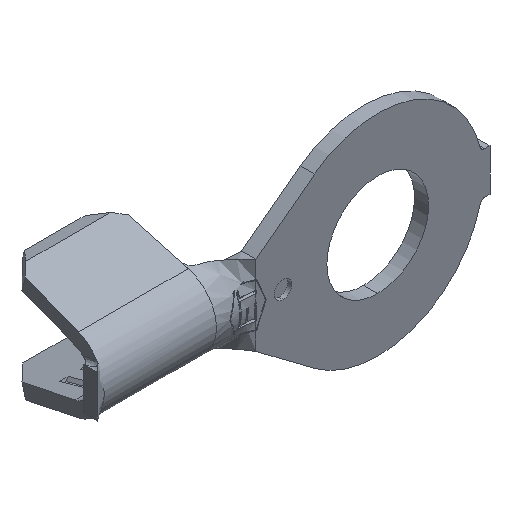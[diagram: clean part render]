
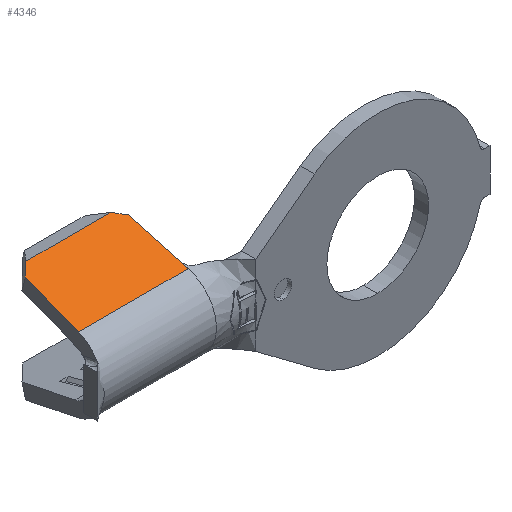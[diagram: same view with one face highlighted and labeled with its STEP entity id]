
A CAD part, isometric view. The second image highlights one B-rep face of the part: STEP entity #4346.
In plain terms, the highlighted planar face has unit normal (0, -0.266, 0.964).
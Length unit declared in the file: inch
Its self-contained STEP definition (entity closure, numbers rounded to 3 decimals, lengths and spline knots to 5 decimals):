
#86 = VERTEX_POINT ( 'NONE', #261 ) ;
#154 = ORIENTED_EDGE ( 'NONE', *, *, #3301, .T. ) ;
#160 = DIRECTION ( 'NONE',  ( 0.084, 0.96, 0.265 ) ) ;
#189 = CARTESIAN_POINT ( 'NONE',  ( -0.3865, 0.04006, 0.05293 ) ) ;
#261 = CARTESIAN_POINT ( 'NONE',  ( -0.24268, 0.13798, 0.08 ) ) ;
#320 = DIRECTION ( 'NONE',  ( 0., -0.266, 0.964 ) ) ;
#325 = ORIENTED_EDGE ( 'NONE', *, *, #970, .T. ) ;
#327 = EDGE_CURVE ( 'NONE', #2878, #1515, #3238, .T. ) ;
#334 = CARTESIAN_POINT ( 'NONE',  ( -0.38647, 0.04035, 0.05301 ) ) ;
#445 = EDGE_CURVE ( 'NONE', #2839, #86, #2830, .T. ) ;
#566 = EDGE_LOOP ( 'NONE', ( #2039, #1361, #2643, #154, #1575, #325, #1885, #4157 ) ) ;
#671 = VERTEX_POINT ( 'NONE', #3776 ) ;
#702 = DIRECTION ( 'NONE',  ( 0., -0.964, -0.266 ) ) ;
#970 = EDGE_CURVE ( 'NONE', #2878, #1548, #1854, .T. ) ;
#992 = EDGE_CURVE ( 'NONE', #3625, #86, #2718, .T. ) ;
#1018 = CARTESIAN_POINT ( 'NONE',  ( -0.23, 0.05285, 0.05647 ) ) ;
#1022 = CARTESIAN_POINT ( 'NONE',  ( -0.23, 0.12576, 0.07662 ) ) ;
#1031 = VECTOR ( 'NONE', #1698, 39.37008 ) ;
#1104 = VECTOR ( 'NONE', #2981, 39.37008 ) ;
#1198 = CARTESIAN_POINT ( 'NONE',  ( -0.23, 0.05284, 0.05647 ) ) ;
#1330 = CARTESIAN_POINT ( 'NONE',  ( -0.26569, 0.16016, 0.08613 ) ) ;
#1361 = ORIENTED_EDGE ( 'NONE', *, *, #445, .T. ) ;
#1495 = VECTOR ( 'NONE', #160, 39.37008 ) ;
#1515 = VERTEX_POINT ( 'NONE', #3588 ) ;
#1548 = VERTEX_POINT ( 'NONE', #3263 ) ;
#1575 = ORIENTED_EDGE ( 'NONE', *, *, #327, .F. ) ;
#1625 = DIRECTION ( 'NONE',  ( -0.707, 0.682, 0.188 ) ) ;
#1698 = DIRECTION ( 'NONE',  ( 0., -0.964, -0.266 ) ) ;
#1705 = CARTESIAN_POINT ( 'NONE',  ( -0.23, 0.05286, 0.05647 ) ) ;
#1796 = FACE_OUTER_BOUND ( 'NONE', #566, .T. ) ;
#1854 = LINE ( 'NONE', #2882, #3508 ) ;
#1885 = ORIENTED_EDGE ( 'NONE', *, *, #4301, .T. ) ;
#1912 = CARTESIAN_POINT ( 'NONE',  ( -0.39, 0.13798, 0.08 ) ) ;
#1953 = VECTOR ( 'NONE', #1625, 39.37008 ) ;
#1972 = EDGE_CURVE ( 'NONE', #2237, #671, #3370, .T. ) ;
#1993 = LINE ( 'NONE', #1996, #1104 ) ;
#1996 = CARTESIAN_POINT ( 'NONE',  ( -0.23, 0.04035, 0.05301 ) ) ;
#2039 = ORIENTED_EDGE ( 'NONE', *, *, #2807, .F. ) ;
#2233 = DIRECTION ( 'NONE',  ( 1., 0., 0. ) ) ;
#2237 = VERTEX_POINT ( 'NONE', #1198 ) ;
#2447 = CARTESIAN_POINT ( 'NONE',  ( -0.42754, 0.07654, 0.06302 ) ) ;
#2612 = VECTOR ( 'NONE', #2233, 39.37008 ) ;
#2643 = ORIENTED_EDGE ( 'NONE', *, *, #992, .F. ) ;
#2718 = LINE ( 'NONE', #1912, #2612 ) ;
#2807 = EDGE_CURVE ( 'NONE', #2839, #671, #2899, .T. ) ;
#2830 = LINE ( 'NONE', #1330, #1953 ) ;
#2839 = VERTEX_POINT ( 'NONE', #1022 ) ;
#2878 = VERTEX_POINT ( 'NONE', #334 ) ;
#2882 = CARTESIAN_POINT ( 'NONE',  ( -0.39, 0.04035, 0.05301 ) ) ;
#2894 = DIRECTION ( 'NONE',  ( 1., 0., 0. ) ) ;
#2899 = LINE ( 'NONE', #3337, #1031 ) ;
#2981 = DIRECTION ( 'NONE',  ( 0., 0.964, 0.266 ) ) ;
#3234 = AXIS2_PLACEMENT_3D ( 'NONE', #3682, #320, #702 ) ;
#3238 = LINE ( 'NONE', #189, #1495 ) ;
#3263 = CARTESIAN_POINT ( 'NONE',  ( -0.23, 0.04035, 0.05301 ) ) ;
#3301 = EDGE_CURVE ( 'NONE', #3625, #1515, #3554, .T. ) ;
#3337 = CARTESIAN_POINT ( 'NONE',  ( -0.23, 0.04035, 0.05301 ) ) ;
#3347 = CARTESIAN_POINT ( 'NONE',  ( -0.23, 0.05284, 0.05647 ) ) ;
#3370 = B_SPLINE_CURVE_WITH_KNOTS ( 'NONE', 3,
 ( #3347, #1018, #1705, #4020 ),
 .UNSPECIFIED., .F., .F.,
 ( 4, 4 ),
 ( 0., 0. ),
 .UNSPECIFIED. ) ;
#3436 = CARTESIAN_POINT ( 'NONE',  ( -0.36379, 0.13798, 0.08 ) ) ;
#3458 = VECTOR ( 'NONE', #3765, 39.37008 ) ;
#3508 = VECTOR ( 'NONE', #2894, 39.37008 ) ;
#3554 = LINE ( 'NONE', #2447, #3458 ) ;
#3588 = CARTESIAN_POINT ( 'NONE',  ( -0.37923, 0.12309, 0.07589 ) ) ;
#3625 = VERTEX_POINT ( 'NONE', #3436 ) ;
#3682 = CARTESIAN_POINT ( 'NONE',  ( -0.39, 0.04035, 0.05301 ) ) ;
#3765 = DIRECTION ( 'NONE',  ( -0.707, -0.681, -0.188 ) ) ;
#3776 = CARTESIAN_POINT ( 'NONE',  ( -0.23, 0.05287, 0.05647 ) ) ;
#4020 = CARTESIAN_POINT ( 'NONE',  ( -0.23, 0.05287, 0.05647 ) ) ;
#4157 = ORIENTED_EDGE ( 'NONE', *, *, #1972, .T. ) ;
#4301 = EDGE_CURVE ( 'NONE', #1548, #2237, #1993, .T. ) ;
#4345 = PLANE ( 'NONE',  #3234 ) ;
#4346 = ADVANCED_FACE ( 'NONE', ( #1796 ), #4345, .T. ) ;
